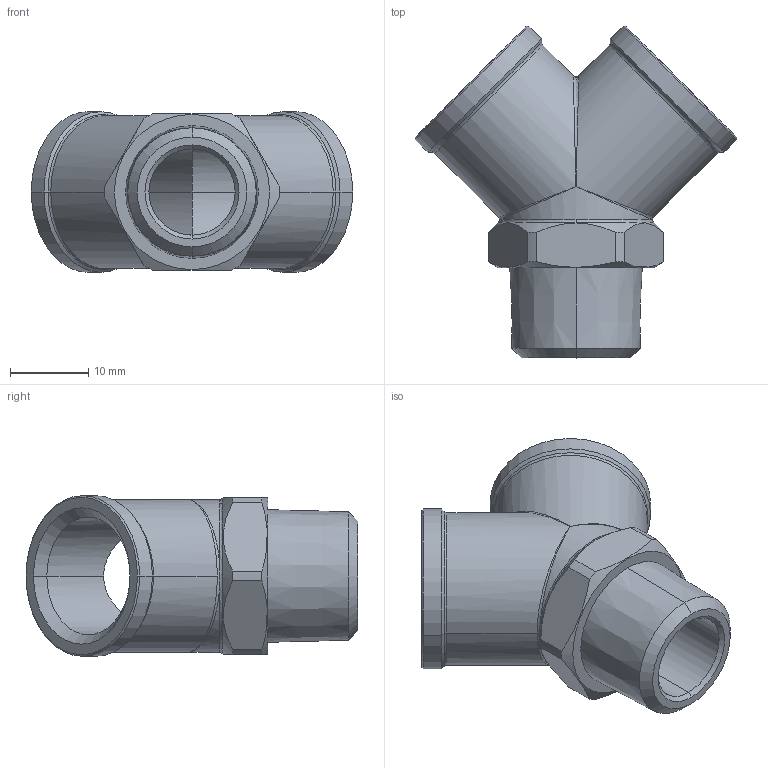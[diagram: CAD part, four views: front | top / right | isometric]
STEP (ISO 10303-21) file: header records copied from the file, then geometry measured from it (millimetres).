
FILE_DESCRIPTION (( 'STEP AP203' ), '1' );
FILE_NAME ('05310003.STEP', '2010-09-13T16:19:16', ( 'Flavio' ), ( '' ), 'SwSTEP 2.0', 'SolidWorks 2009', '' );
FILE_SCHEMA (( 'CONFIG_CONTROL_DESIGN' ));
Length unit declared in the file: millimetre
Products named in the file (1): 05310003
Bounding box: 41.01 x 42.36 x 20.5 mm (x, y, z)
Volume: 6966.1 mm3; surface area: 5575.2 mm2
Topology: 1 solids, 1 shells, 77 faces, 189 edges, 114 vertices
Faces by surface type: cylinder 30, cone 24, plane 14, torus 6, bspline 3
Entity records: 2904 total; most frequent: CARTESIAN_POINT 1121, ORIENTED_EDGE 378, DIRECTION 348, EDGE_CURVE 189, AXIS2_PLACEMENT_3D 148, VERTEX_POINT 114, EDGE_LOOP 81, ADVANCED_FACE 77
